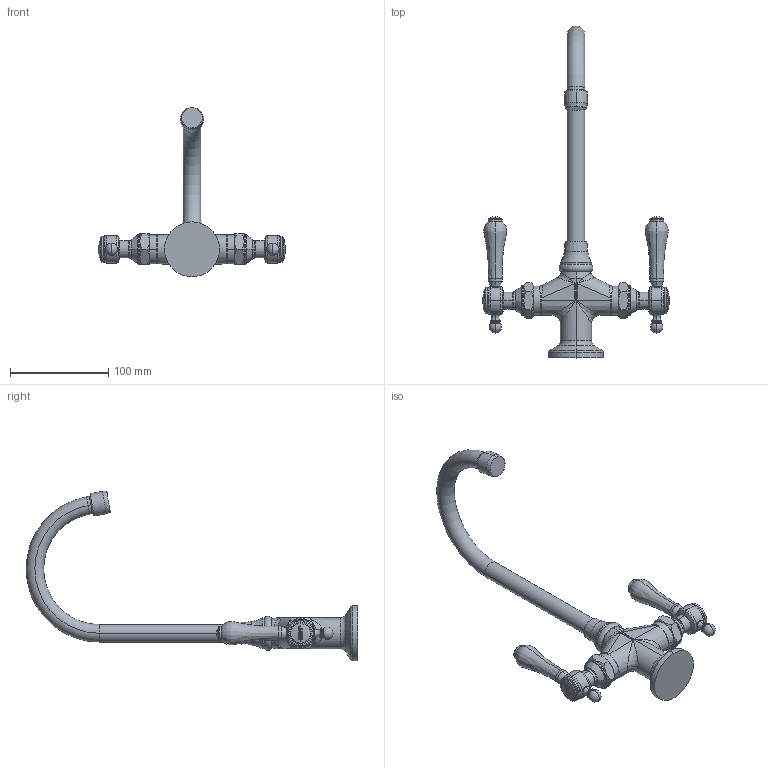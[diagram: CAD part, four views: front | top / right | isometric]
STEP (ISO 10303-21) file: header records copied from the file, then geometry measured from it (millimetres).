
FILE_DESCRIPTION((''),'2;1');
FILE_NAME('1038','2021-05-11T13:04:10',('rsmith'),(''),'CREO PARAMETRIC BY PTC INC, 2018400','CREO PARAMETRIC BY PTC INC, 2018400','');
FILE_SCHEMA(('AUTOMOTIVE_DESIGN { 1 0 10303 214 1 1 1 1 }'));
Length unit declared in the file: inch
Products named in the file (1): 1038
Bounding box: 189.99 x 338.07 x 172.61 mm (x, y, z)
Volume: 341987.9 mm3; surface area: 61980.6 mm2
Topology: 1 solids, 1 shells, 380 faces, 911 edges, 548 vertices
Faces by surface type: cylinder 100, plane 98, bspline 52, cone 48, torus 46, sphere 24, extrusion 8, revolution 4
Entity records: 22013 total; most frequent: CARTESIAN_POINT 8412, DIRECTION 1809, ORIENTED_EDGE 1798, PRESENTATION_STYLE_ASSIGNMENT 1168, STYLED_ITEM 921, CURVE_STYLE 903, EDGE_CURVE 899, AXIS2_PLACEMENT_3D 781
